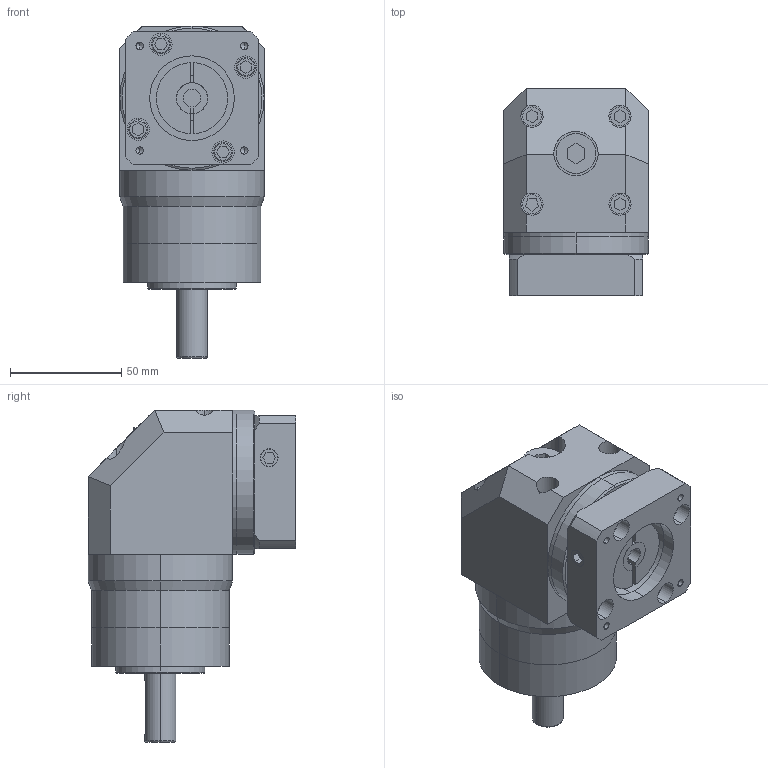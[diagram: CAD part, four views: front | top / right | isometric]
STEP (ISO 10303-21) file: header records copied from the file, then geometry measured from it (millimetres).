
FILE_DESCRIPTION (( 'STEP AP214' ), '1' );
FILE_NAME ('VGZE60单级模型（8-21 38.1-2 4-4.5-47.14-47.14）.STEP', '2018-06-20T09:04:56', ( 'Windows' ), ( 'Microsoft' ), 'SwSTEP 2.0', 'SolidWorks 2016', '' );
FILE_SCHEMA (( 'AUTOMOTIVE_DESIGN' ));
Length unit declared in the file: millimetre
Products named in the file (1): VGZE60单级模型（8-21 38.1-2 4-4.5-47.14-47.14）
Bounding box: 65 x 93.5 x 149.5 mm (x, y, z)
Volume: 467898.9 mm3; surface area: 69573 mm2
Topology: 4 solids, 4 shells, 361 faces, 843 edges, 530 vertices
Faces by surface type: plane 196, cylinder 117, cone 28, torus 20
Entity records: 10461 total; most frequent: CARTESIAN_POINT 1849, DIRECTION 1819, ORIENTED_EDGE 1650, EDGE_CURVE 825, AXIS2_PLACEMENT_3D 658, VERTEX_POINT 530, LINE 503, VECTOR 503
